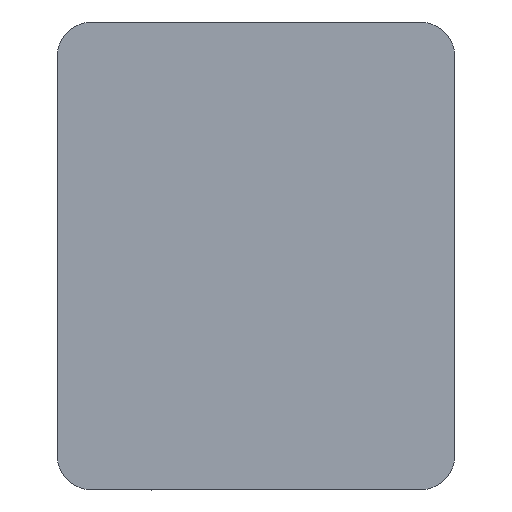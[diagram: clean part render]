
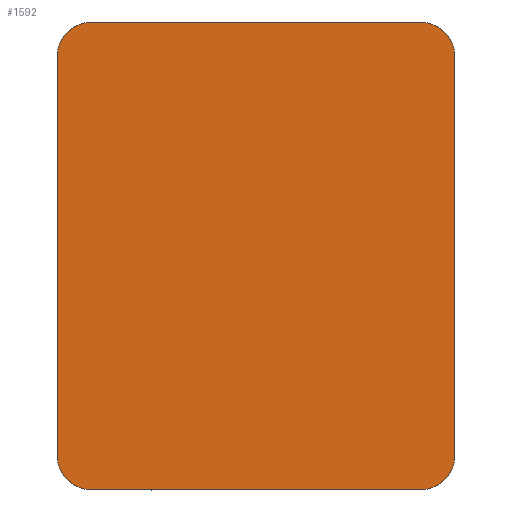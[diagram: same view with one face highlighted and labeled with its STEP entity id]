
A CAD part, front view. The second image highlights one B-rep face of the part: STEP entity #1592.
In plain terms, the highlighted planar face has unit normal (0, -1, 0).
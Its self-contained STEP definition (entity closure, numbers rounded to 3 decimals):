
#9 = PLANE ( 'NONE',  #6360 ) ;
#109 = CIRCLE ( 'NONE', #4083, 7.5 ) ;
#158 = CARTESIAN_POINT ( 'NONE',  ( -22.5, 0., -42.5 ) ) ;
#219 = CARTESIAN_POINT ( 'NONE',  ( -22.5, 0., 50. ) ) ;
#235 = CARTESIAN_POINT ( 'NONE',  ( -22.5, 0., -50. ) ) ;
#271 = CARTESIAN_POINT ( 'NONE',  ( 62.5, 0., 42.5 ) ) ;
#299 = VERTEX_POINT ( 'NONE', #158 ) ;
#306 = CARTESIAN_POINT ( 'NONE',  ( 62.5, 0., 50. ) ) ;
#567 = CIRCLE ( 'NONE', #10599, 7.5 ) ;
#1040 = CARTESIAN_POINT ( 'NONE',  ( -15., 0., -50. ) ) ;
#1487 = ORIENTED_EDGE ( 'NONE', *, *, #4007, .T. ) ;
#1589 = DIRECTION ( 'NONE',  ( 0., -1., 0. ) ) ;
#1592 = ADVANCED_FACE ( 'NONE', ( #10679 ), #9, .T. ) ;
#1826 = AXIS2_PLACEMENT_3D ( 'NONE', #9147, #5893, #5028 ) ;
#2042 = DIRECTION ( 'NONE',  ( 0., 0., -1. ) ) ;
#2049 = EDGE_CURVE ( 'NONE', #299, #2998, #6494, .T. ) ;
#2109 = LINE ( 'NONE', #5405, #9560 ) ;
#2233 = AXIS2_PLACEMENT_3D ( 'NONE', #5603, #2462, #9016 ) ;
#2462 = DIRECTION ( 'NONE',  ( 0., -1., 0. ) ) ;
#2608 = ORIENTED_EDGE ( 'NONE', *, *, #7268, .F. ) ;
#2709 = VERTEX_POINT ( 'NONE', #7863 ) ;
#2998 = VERTEX_POINT ( 'NONE', #1040 ) ;
#3663 = EDGE_CURVE ( 'NONE', #5896, #5564, #4474, .T. ) ;
#3806 = VECTOR ( 'NONE', #10243, 1000. ) ;
#3848 = DIRECTION ( 'NONE',  ( 0., -1., 0. ) ) ;
#4007 = EDGE_CURVE ( 'NONE', #5896, #8031, #8448, .T. ) ;
#4083 = AXIS2_PLACEMENT_3D ( 'NONE', #8875, #8822, #10608 ) ;
#4206 = ORIENTED_EDGE ( 'NONE', *, *, #10302, .F. ) ;
#4450 = CARTESIAN_POINT ( 'NONE',  ( 62.5, 0., -42.5 ) ) ;
#4474 = LINE ( 'NONE', #306, #5692 ) ;
#4597 = CARTESIAN_POINT ( 'NONE',  ( 55., 0., 50. ) ) ;
#4752 = ORIENTED_EDGE ( 'NONE', *, *, #10626, .F. ) ;
#4937 = CARTESIAN_POINT ( 'NONE',  ( 0., 0., 0. ) ) ;
#4985 = CARTESIAN_POINT ( 'NONE',  ( -22.5, 0., 42.5 ) ) ;
#5028 = DIRECTION ( 'NONE',  ( 0., 0., -1. ) ) ;
#5085 = ORIENTED_EDGE ( 'NONE', *, *, #3663, .F. ) ;
#5280 = EDGE_LOOP ( 'NONE', ( #5085, #1487, #4752, #9101, #2608, #6619, #4206, #5437 ) ) ;
#5405 = CARTESIAN_POINT ( 'NONE',  ( -22.5, 0., 50. ) ) ;
#5437 = ORIENTED_EDGE ( 'NONE', *, *, #6075, .T. ) ;
#5564 = VERTEX_POINT ( 'NONE', #4450 ) ;
#5587 = DIRECTION ( 'NONE',  ( 0., 0., -1. ) ) ;
#5603 = CARTESIAN_POINT ( 'NONE',  ( 55., 0., 42.5 ) ) ;
#5692 = VECTOR ( 'NONE', #2042, 1000. ) ;
#5893 = DIRECTION ( 'NONE',  ( 0., -1., 0. ) ) ;
#5896 = VERTEX_POINT ( 'NONE', #271 ) ;
#6075 = EDGE_CURVE ( 'NONE', #2709, #5564, #109, .T. ) ;
#6360 = AXIS2_PLACEMENT_3D ( 'NONE', #4937, #1589, #5587 ) ;
#6479 = CARTESIAN_POINT ( 'NONE',  ( -15., 0., 50. ) ) ;
#6494 = CIRCLE ( 'NONE', #1826, 7.5 ) ;
#6619 = ORIENTED_EDGE ( 'NONE', *, *, #2049, .T. ) ;
#6822 = LINE ( 'NONE', #219, #10555 ) ;
#6931 = EDGE_CURVE ( 'NONE', #7234, #9780, #567, .T. ) ;
#7234 = VERTEX_POINT ( 'NONE', #6479 ) ;
#7268 = EDGE_CURVE ( 'NONE', #299, #9780, #2109, .T. ) ;
#7505 = DIRECTION ( 'NONE',  ( 0., 0., 1. ) ) ;
#7532 = DIRECTION ( 'NONE',  ( 1., 0., 0. ) ) ;
#7863 = CARTESIAN_POINT ( 'NONE',  ( 55., 0., -50. ) ) ;
#7908 = CARTESIAN_POINT ( 'NONE',  ( -15., 0., 42.5 ) ) ;
#8031 = VERTEX_POINT ( 'NONE', #4597 ) ;
#8448 = CIRCLE ( 'NONE', #2233, 7.5 ) ;
#8822 = DIRECTION ( 'NONE',  ( 0., -1., 0. ) ) ;
#8875 = CARTESIAN_POINT ( 'NONE',  ( 55., 0., -42.5 ) ) ;
#9016 = DIRECTION ( 'NONE',  ( 0., 0., -1. ) ) ;
#9101 = ORIENTED_EDGE ( 'NONE', *, *, #6931, .T. ) ;
#9147 = CARTESIAN_POINT ( 'NONE',  ( -15., 0., -42.5 ) ) ;
#9271 = LINE ( 'NONE', #235, #3806 ) ;
#9560 = VECTOR ( 'NONE', #7505, 1000. ) ;
#9591 = DIRECTION ( 'NONE',  ( 0., 0., -1. ) ) ;
#9780 = VERTEX_POINT ( 'NONE', #4985 ) ;
#10243 = DIRECTION ( 'NONE',  ( -1., 0., 0. ) ) ;
#10302 = EDGE_CURVE ( 'NONE', #2709, #2998, #9271, .T. ) ;
#10555 = VECTOR ( 'NONE', #7532, 1000. ) ;
#10599 = AXIS2_PLACEMENT_3D ( 'NONE', #7908, #3848, #9591 ) ;
#10608 = DIRECTION ( 'NONE',  ( 0., 0., -1. ) ) ;
#10626 = EDGE_CURVE ( 'NONE', #7234, #8031, #6822, .T. ) ;
#10679 = FACE_OUTER_BOUND ( 'NONE', #5280, .T. ) ;
